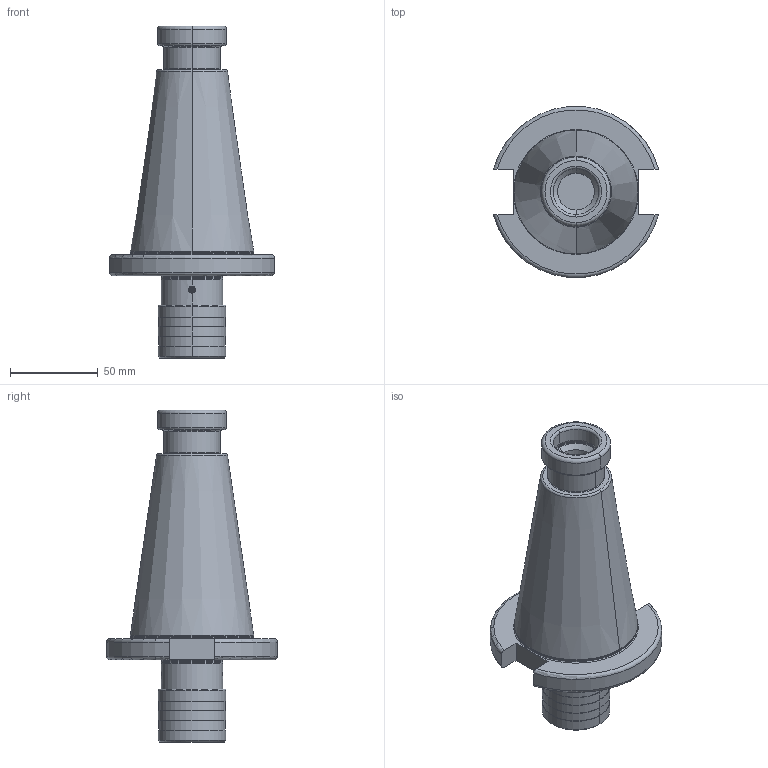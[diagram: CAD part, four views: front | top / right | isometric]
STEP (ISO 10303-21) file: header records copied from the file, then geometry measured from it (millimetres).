
FILE_DESCRIPTION((''),'2;1');
FILE_NAME('501_16_12','2020-09-14T',('103090'),(''),'CREO PARAMETRIC BY PTC INC, 2016260','CREO PARAMETRIC BY PTC INC, 2016260','');
FILE_SCHEMA(('CONFIG_CONTROL_DESIGN'));
Length unit declared in the file: millimetre
Products named in the file (1): 501_16_12
Bounding box: 94.05 x 97.13 x 188.8 mm (x, y, z)
Volume: 372865.5 mm3; surface area: 55883.8 mm2
Topology: 1 solids, 1 shells, 162 faces, 372 edges, 223 vertices
Faces by surface type: plane 48, cylinder 44, torus 34, cone 30, sphere 6
Entity records: 4914 total; most frequent: CARTESIAN_POINT 1170, DIRECTION 842, ORIENTED_EDGE 732, EDGE_CURVE 366, AXIS2_PLACEMENT_3D 355, VERTEX_POINT 223, CIRCLE 190, EDGE_LOOP 179
